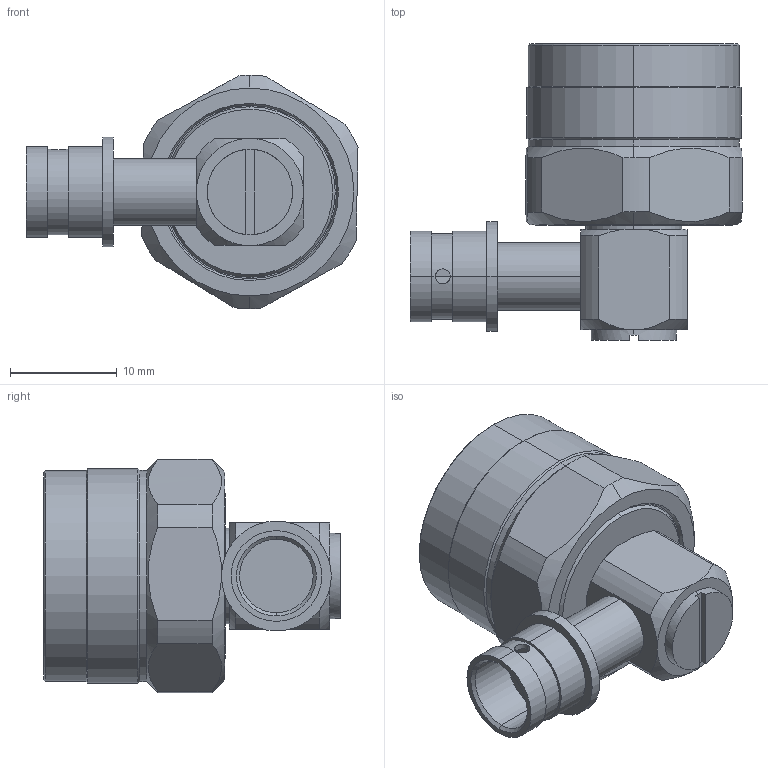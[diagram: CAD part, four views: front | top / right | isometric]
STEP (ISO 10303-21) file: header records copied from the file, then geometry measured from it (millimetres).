
FILE_DESCRIPTION (( 'STEP AP203' ), '1' );
FILE_NAME ('3190-3015.STEP', '2020-09-22T08:26:50', ( '' ), ( '' ), 'SwSTEP 2.0', 'SolidWorks 2018', '' );
FILE_SCHEMA (( 'CONFIG_CONTROL_DESIGN' ));
Length unit declared in the file: millimetre
Products named in the file (1): 3190-3015
Bounding box: 31.14 x 27.83 x 21.9 mm (x, y, z)
Volume: 5179.6 mm3; surface area: 4389.7 mm2
Topology: 1 solids, 1 shells, 132 faces, 312 edges, 199 vertices
Faces by surface type: cylinder 58, cone 36, plane 36, bspline 2
Entity records: 5232 total; most frequent: CARTESIAN_POINT 2091, DIRECTION 669, ORIENTED_EDGE 624, EDGE_CURVE 312, AXIS2_PLACEMENT_3D 276, VERTEX_POINT 199, EDGE_LOOP 151, CIRCLE 145
